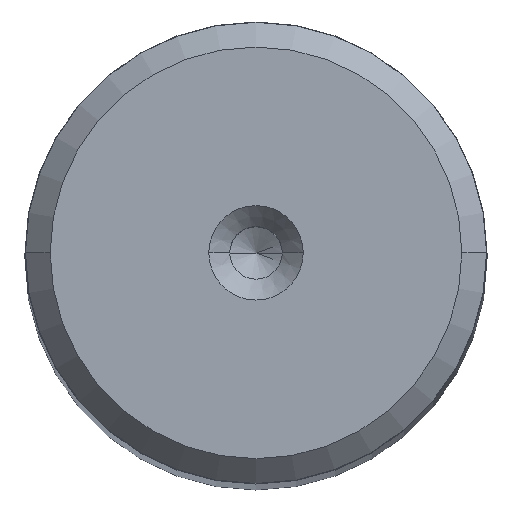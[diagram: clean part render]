
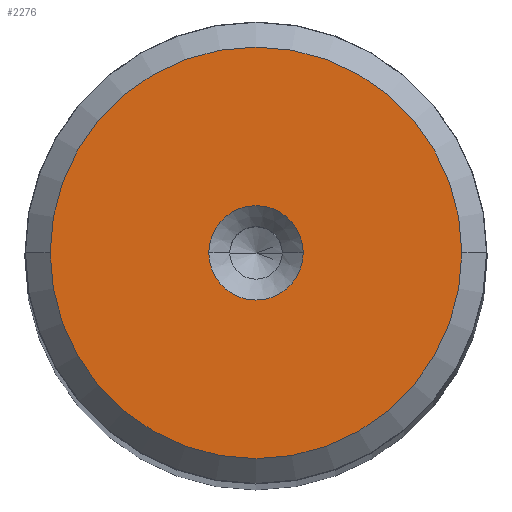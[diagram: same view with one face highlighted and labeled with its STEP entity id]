
A CAD part, top view. The second image highlights one B-rep face of the part: STEP entity #2276.
In plain terms, the highlighted planar face has unit normal (0, 0, 1).
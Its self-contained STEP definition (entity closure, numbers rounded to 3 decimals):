
#104 = VERTEX_POINT ( 'NONE', #1158 ) ;
#165 = CARTESIAN_POINT ( 'NONE',  ( -2.25, 0., 170. ) ) ;
#191 = VERTEX_POINT ( 'NONE', #1410 ) ;
#287 = EDGE_LOOP ( 'NONE', ( #1523, #1407 ) ) ;
#364 = EDGE_CURVE ( 'NONE', #104, #608, #2131, .T. ) ;
#608 = VERTEX_POINT ( 'NONE', #928 ) ;
#645 = PLANE ( 'NONE',  #862 ) ;
#674 = CIRCLE ( 'NONE', #1251, 2.25 ) ;
#849 = DIRECTION ( 'NONE',  ( 1., 0., 0. ) ) ;
#862 = AXIS2_PLACEMENT_3D ( 'NONE', #2581, #1500, #2557 ) ;
#865 = CIRCLE ( 'NONE', #2087, 2.25 ) ;
#928 = CARTESIAN_POINT ( 'NONE',  ( -9.809, 0., 170. ) ) ;
#986 = ORIENTED_EDGE ( 'NONE', *, *, #2078, .F. ) ;
#1158 = CARTESIAN_POINT ( 'NONE',  ( 9.809, 0., 170. ) ) ;
#1167 = ORIENTED_EDGE ( 'NONE', *, *, #1369, .F. ) ;
#1219 = EDGE_CURVE ( 'NONE', #608, #104, #1813, .T. ) ;
#1243 = CARTESIAN_POINT ( 'NONE',  ( 0., 0., 170. ) ) ;
#1251 = AXIS2_PLACEMENT_3D ( 'NONE', #2161, #2753, #2551 ) ;
#1288 = DIRECTION ( 'NONE',  ( 0., 0., 1. ) ) ;
#1349 = DIRECTION ( 'NONE',  ( 0., 0., 1. ) ) ;
#1369 = EDGE_CURVE ( 'NONE', #191, #2128, #865, .T. ) ;
#1407 = ORIENTED_EDGE ( 'NONE', *, *, #364, .T. ) ;
#1410 = CARTESIAN_POINT ( 'NONE',  ( 2.25, 0., 170. ) ) ;
#1500 = DIRECTION ( 'NONE',  ( 0., 0., 1. ) ) ;
#1523 = ORIENTED_EDGE ( 'NONE', *, *, #1219, .T. ) ;
#1550 = AXIS2_PLACEMENT_3D ( 'NONE', #1747, #1288, #2788 ) ;
#1646 = AXIS2_PLACEMENT_3D ( 'NONE', #2677, #1349, #2146 ) ;
#1747 = CARTESIAN_POINT ( 'NONE',  ( 0., 0., 170. ) ) ;
#1813 = CIRCLE ( 'NONE', #1550, 9.809 ) ;
#1866 = FACE_OUTER_BOUND ( 'NONE', #287, .T. ) ;
#1943 = DIRECTION ( 'NONE',  ( 0., 0., 1. ) ) ;
#2077 = EDGE_LOOP ( 'NONE', ( #1167, #986 ) ) ;
#2078 = EDGE_CURVE ( 'NONE', #2128, #191, #674, .T. ) ;
#2087 = AXIS2_PLACEMENT_3D ( 'NONE', #1243, #1943, #849 ) ;
#2128 = VERTEX_POINT ( 'NONE', #165 ) ;
#2131 = CIRCLE ( 'NONE', #1646, 9.809 ) ;
#2146 = DIRECTION ( 'NONE',  ( 1., 0., 0. ) ) ;
#2161 = CARTESIAN_POINT ( 'NONE',  ( 0., 0., 170. ) ) ;
#2276 = ADVANCED_FACE ( 'NONE', ( #2308, #1866 ), #645, .T. ) ;
#2308 = FACE_BOUND ( 'NONE', #2077, .T. ) ;
#2551 = DIRECTION ( 'NONE',  ( 1., 0., 0. ) ) ;
#2557 = DIRECTION ( 'NONE',  ( 1., 0., 0. ) ) ;
#2581 = CARTESIAN_POINT ( 'NONE',  ( 0., 0., 170. ) ) ;
#2677 = CARTESIAN_POINT ( 'NONE',  ( 0., 0., 170. ) ) ;
#2753 = DIRECTION ( 'NONE',  ( 0., 0., 1. ) ) ;
#2788 = DIRECTION ( 'NONE',  ( 1., 0., 0. ) ) ;
